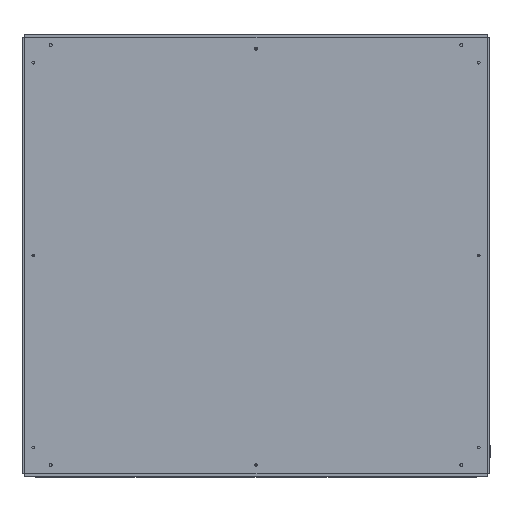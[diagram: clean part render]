
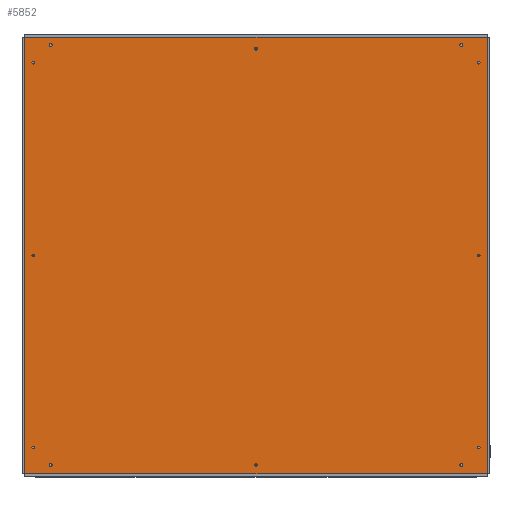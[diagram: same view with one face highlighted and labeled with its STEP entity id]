
A CAD part, top view. The second image highlights one B-rep face of the part: STEP entity #5852.
In plain terms, the highlighted planar face has unit normal (0, 0, 1).
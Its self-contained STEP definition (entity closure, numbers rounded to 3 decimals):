
#377=FACE_BOUND('',#1243,.T.);
#378=FACE_BOUND('',#1244,.T.);
#379=FACE_BOUND('',#1245,.T.);
#380=FACE_BOUND('',#1246,.T.);
#381=FACE_BOUND('',#1247,.T.);
#382=FACE_BOUND('',#1248,.T.);
#383=FACE_BOUND('',#1249,.T.);
#384=FACE_BOUND('',#1250,.T.);
#385=FACE_BOUND('',#1251,.T.);
#386=FACE_BOUND('',#1252,.T.);
#387=FACE_BOUND('',#1253,.T.);
#388=FACE_BOUND('',#1254,.T.);
#559=PLANE('',#6496);
#794=FACE_OUTER_BOUND('',#1242,.T.);
#1242=EDGE_LOOP('',(#4897,#4898,#4899,#4900));
#1243=EDGE_LOOP('',(#4901));
#1244=EDGE_LOOP('',(#4902));
#1245=EDGE_LOOP('',(#4903));
#1246=EDGE_LOOP('',(#4904));
#1247=EDGE_LOOP('',(#4905));
#1248=EDGE_LOOP('',(#4906));
#1249=EDGE_LOOP('',(#4907));
#1250=EDGE_LOOP('',(#4908));
#1251=EDGE_LOOP('',(#4909));
#1252=EDGE_LOOP('',(#4910));
#1253=EDGE_LOOP('',(#4911));
#1254=EDGE_LOOP('',(#4912));
#1703=LINE('',#11811,#2114);
#1706=LINE('',#11817,#2117);
#1709=LINE('',#11823,#2120);
#1712=LINE('',#11827,#2123);
#2114=VECTOR('',#7797,10.);
#2117=VECTOR('',#7802,10.);
#2120=VECTOR('',#7807,10.);
#2123=VECTOR('',#7812,10.);
#2450=CIRCLE('',#6457,1.65);
#2452=CIRCLE('',#6460,1.65);
#2454=CIRCLE('',#6463,1.65);
#2456=CIRCLE('',#6466,1.65);
#2458=CIRCLE('',#6469,1.65);
#2460=CIRCLE('',#6472,1.65);
#2462=CIRCLE('',#6475,1.65);
#2464=CIRCLE('',#6478,1.65);
#2466=CIRCLE('',#6481,1.65);
#2468=CIRCLE('',#6484,1.65);
#2470=CIRCLE('',#6487,1.65);
#2472=CIRCLE('',#6490,1.65);
#2901=VERTEX_POINT('',#11733);
#2903=VERTEX_POINT('',#11739);
#2905=VERTEX_POINT('',#11745);
#2907=VERTEX_POINT('',#11751);
#2909=VERTEX_POINT('',#11757);
#2911=VERTEX_POINT('',#11763);
#2913=VERTEX_POINT('',#11769);
#2915=VERTEX_POINT('',#11775);
#2917=VERTEX_POINT('',#11781);
#2919=VERTEX_POINT('',#11787);
#2921=VERTEX_POINT('',#11793);
#2923=VERTEX_POINT('',#11799);
#2927=VERTEX_POINT('',#11808);
#2928=VERTEX_POINT('',#11810);
#2930=VERTEX_POINT('',#11816);
#2932=VERTEX_POINT('',#11822);
#3581=EDGE_CURVE('',#2901,#2901,#2450,.T.);
#3584=EDGE_CURVE('',#2903,#2903,#2452,.T.);
#3587=EDGE_CURVE('',#2905,#2905,#2454,.T.);
#3590=EDGE_CURVE('',#2907,#2907,#2456,.T.);
#3593=EDGE_CURVE('',#2909,#2909,#2458,.T.);
#3596=EDGE_CURVE('',#2911,#2911,#2460,.T.);
#3599=EDGE_CURVE('',#2913,#2913,#2462,.T.);
#3602=EDGE_CURVE('',#2915,#2915,#2464,.T.);
#3605=EDGE_CURVE('',#2917,#2917,#2466,.T.);
#3608=EDGE_CURVE('',#2919,#2919,#2468,.T.);
#3611=EDGE_CURVE('',#2921,#2921,#2470,.T.);
#3614=EDGE_CURVE('',#2923,#2923,#2472,.T.);
#3619=EDGE_CURVE('',#2928,#2927,#1703,.T.);
#3622=EDGE_CURVE('',#2930,#2928,#1706,.T.);
#3625=EDGE_CURVE('',#2932,#2930,#1709,.T.);
#3628=EDGE_CURVE('',#2927,#2932,#1712,.T.);
#4897=ORIENTED_EDGE('',*,*,#3628,.T.);
#4898=ORIENTED_EDGE('',*,*,#3625,.T.);
#4899=ORIENTED_EDGE('',*,*,#3622,.T.);
#4900=ORIENTED_EDGE('',*,*,#3619,.T.);
#4901=ORIENTED_EDGE('',*,*,#3581,.T.);
#4902=ORIENTED_EDGE('',*,*,#3584,.T.);
#4903=ORIENTED_EDGE('',*,*,#3587,.T.);
#4904=ORIENTED_EDGE('',*,*,#3590,.T.);
#4905=ORIENTED_EDGE('',*,*,#3593,.T.);
#4906=ORIENTED_EDGE('',*,*,#3596,.T.);
#4907=ORIENTED_EDGE('',*,*,#3599,.T.);
#4908=ORIENTED_EDGE('',*,*,#3602,.T.);
#4909=ORIENTED_EDGE('',*,*,#3605,.T.);
#4910=ORIENTED_EDGE('',*,*,#3608,.T.);
#4911=ORIENTED_EDGE('',*,*,#3611,.T.);
#4912=ORIENTED_EDGE('',*,*,#3614,.T.);
#5852=ADVANCED_FACE('',(#794,#377,#378,#379,#380,#381,#382,#383,#384,#385,
#386,#387,#388),#559,.T.);
#6457=AXIS2_PLACEMENT_3D('',#11734,#7711,#7712);
#6460=AXIS2_PLACEMENT_3D('',#11740,#7718,#7719);
#6463=AXIS2_PLACEMENT_3D('',#11746,#7725,#7726);
#6466=AXIS2_PLACEMENT_3D('',#11752,#7732,#7733);
#6469=AXIS2_PLACEMENT_3D('',#11758,#7739,#7740);
#6472=AXIS2_PLACEMENT_3D('',#11764,#7746,#7747);
#6475=AXIS2_PLACEMENT_3D('',#11770,#7753,#7754);
#6478=AXIS2_PLACEMENT_3D('',#11776,#7760,#7761);
#6481=AXIS2_PLACEMENT_3D('',#11782,#7767,#7768);
#6484=AXIS2_PLACEMENT_3D('',#11788,#7774,#7775);
#6487=AXIS2_PLACEMENT_3D('',#11794,#7781,#7782);
#6490=AXIS2_PLACEMENT_3D('',#11800,#7788,#7789);
#6496=AXIS2_PLACEMENT_3D('',#11828,#7813,#7814);
#7711=DIRECTION('center_axis',(0.,0.,-1.));
#7712=DIRECTION('ref_axis',(-1.,0.,0.));
#7718=DIRECTION('center_axis',(0.,0.,-1.));
#7719=DIRECTION('ref_axis',(-1.,0.,0.));
#7725=DIRECTION('center_axis',(0.,0.,-1.));
#7726=DIRECTION('ref_axis',(-1.,0.,0.));
#7732=DIRECTION('center_axis',(0.,0.,-1.));
#7733=DIRECTION('ref_axis',(-1.,0.,0.));
#7739=DIRECTION('center_axis',(0.,0.,-1.));
#7740=DIRECTION('ref_axis',(-1.,0.,0.));
#7746=DIRECTION('center_axis',(0.,0.,-1.));
#7747=DIRECTION('ref_axis',(-1.,0.,0.));
#7753=DIRECTION('center_axis',(0.,0.,-1.));
#7754=DIRECTION('ref_axis',(-1.,0.,0.));
#7760=DIRECTION('center_axis',(0.,0.,-1.));
#7761=DIRECTION('ref_axis',(-1.,0.,0.));
#7767=DIRECTION('center_axis',(0.,0.,-1.));
#7768=DIRECTION('ref_axis',(-1.,0.,0.));
#7774=DIRECTION('center_axis',(0.,0.,-1.));
#7775=DIRECTION('ref_axis',(-1.,0.,0.));
#7781=DIRECTION('center_axis',(0.,0.,-1.));
#7782=DIRECTION('ref_axis',(-1.,0.,0.));
#7788=DIRECTION('center_axis',(0.,0.,-1.));
#7789=DIRECTION('ref_axis',(-1.,0.,0.));
#7797=DIRECTION('',(-1.,0.,0.));
#7802=DIRECTION('',(0.,1.,0.));
#7807=DIRECTION('',(1.,0.,0.));
#7812=DIRECTION('',(0.,-1.,0.));
#7813=DIRECTION('center_axis',(0.,0.,1.));
#7814=DIRECTION('ref_axis',(1.,0.,0.));
#11733=CARTESIAN_POINT('',(-253.35,55.,158.));
#11734=CARTESIAN_POINT('Origin',(-255.,55.,158.));
#11739=CARTESIAN_POINT('',(1.65,291.827,158.));
#11740=CARTESIAN_POINT('Origin',(0.,291.827,158.));
#11745=CARTESIAN_POINT('',(1.65,-185.,158.));
#11746=CARTESIAN_POINT('Origin',(0.,-185.,
158.));
#11751=CARTESIAN_POINT('',(256.65,55.,158.));
#11752=CARTESIAN_POINT('Origin',(255.,55.,158.));
#11757=CARTESIAN_POINT('',(236.65,-185.,158.));
#11758=CARTESIAN_POINT('Origin',(235.,-185.,158.));
#11763=CARTESIAN_POINT('',(-253.35,275.897,158.));
#11764=CARTESIAN_POINT('Origin',(-255.,275.897,158.));
#11769=CARTESIAN_POINT('',(236.65,295.897,158.));
#11770=CARTESIAN_POINT('Origin',(235.,295.897,158.));
#11775=CARTESIAN_POINT('',(-253.35,-165.,158.));
#11776=CARTESIAN_POINT('Origin',(-255.,-165.,158.));
#11781=CARTESIAN_POINT('',(256.65,-165.,158.));
#11782=CARTESIAN_POINT('Origin',(255.,-165.,158.));
#11787=CARTESIAN_POINT('',(-233.35,295.897,158.));
#11788=CARTESIAN_POINT('Origin',(-235.,295.897,158.));
#11793=CARTESIAN_POINT('',(256.65,275.897,158.));
#11794=CARTESIAN_POINT('Origin',(255.,275.897,158.));
#11799=CARTESIAN_POINT('',(-233.35,-185.,158.));
#11800=CARTESIAN_POINT('Origin',(-235.,-185.,158.));
#11808=CARTESIAN_POINT('',(-265.,305.,158.));
#11810=CARTESIAN_POINT('',(265.,305.,158.));
#11811=CARTESIAN_POINT('',(-265.,305.,158.));
#11816=CARTESIAN_POINT('',(265.,-195.,158.));
#11817=CARTESIAN_POINT('',(265.,-193.5,158.));
#11822=CARTESIAN_POINT('',(-265.,-195.,158.));
#11823=CARTESIAN_POINT('',(-265.,-195.,158.));
#11827=CARTESIAN_POINT('',(-265.,305.,158.));
#11828=CARTESIAN_POINT('Origin',(0.,55.,
158.));
